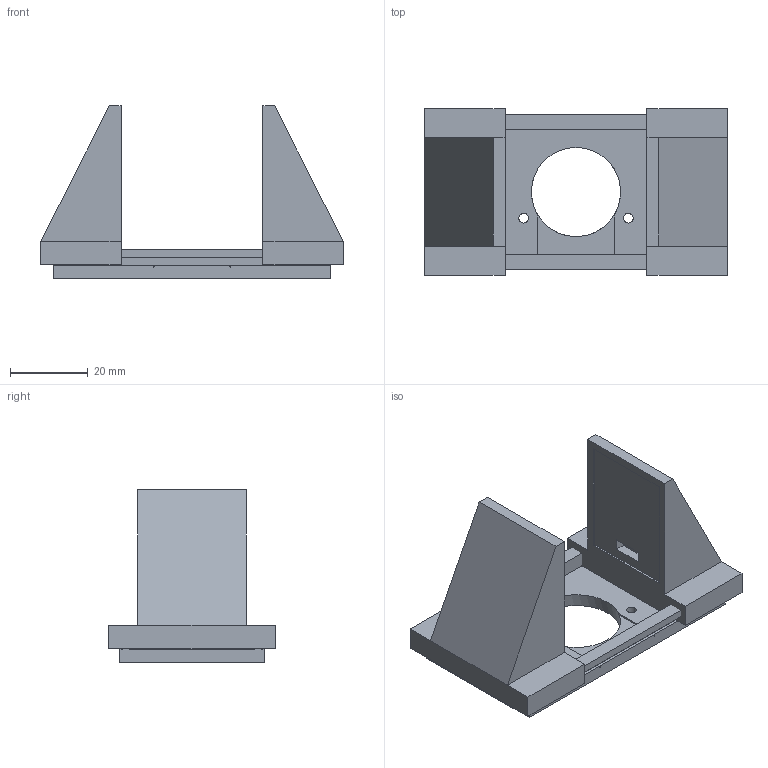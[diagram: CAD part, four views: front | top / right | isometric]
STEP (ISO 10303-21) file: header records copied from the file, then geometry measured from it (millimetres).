
FILE_DESCRIPTION((''),'2;1');
FILE_NAME('PX-Gripper.stp','2013-02-22T16:57:01',('Andrew'),(''),'Autodesk Inventor 2012','Autodesk Inventor 2012','');
FILE_SCHEMA(('AUTOMOTIVE_DESIGN { 1 0 10303 214 1 1 1 1 }'));
Length unit declared in the file: millimetre
Products named in the file (3): gRIPPER; Guide_Rail_Fixed; Gripper_Hand_Fixed
Assembly tree (3 placements, depth 2):
  gRIPPER
    Guide_Rail_Fixed
    Gripper_Hand_Fixed  x2
Bounding box: 78.11 x 43.03 x 44.49 mm (x, y, z)
Volume: 42384 mm3; surface area: 17519.3 mm2
Topology: 3 solids, 5 shells, 80 faces, 192 edges, 127 vertices
Faces by surface type: plane 69, cylinder 11
Full cylindrical faces by diameter (mm): 1.6 x2, 2.5 x2, 23 x1
Entity records: 1793 total; most frequent: CARTESIAN_POINT 305, DIRECTION 273, ORIENTED_EDGE 268, EDGE_CURVE 134, VECTOR 115, LINE 115, VERTEX_POINT 91, AXIS2_PLACEMENT_3D 79
